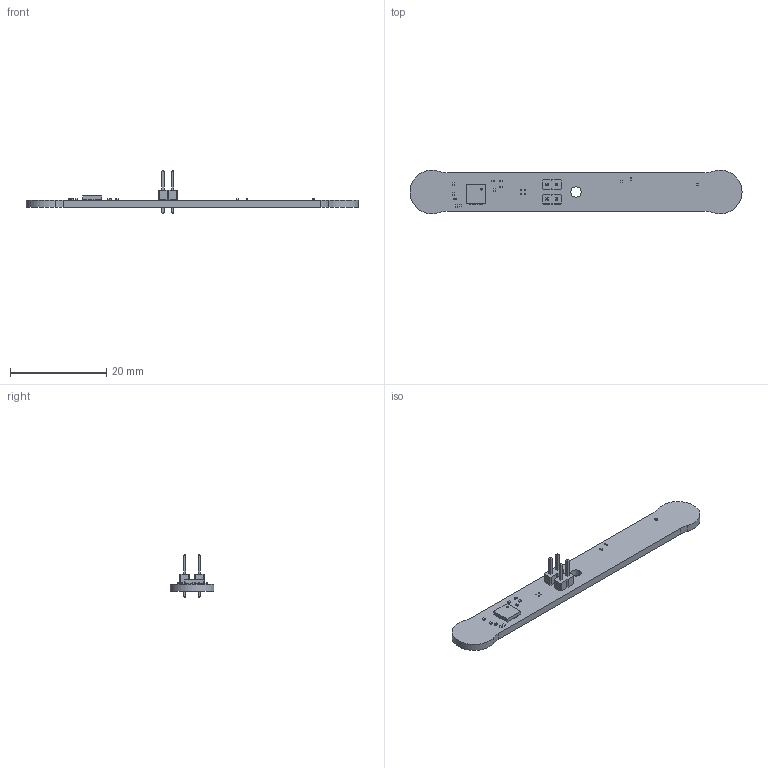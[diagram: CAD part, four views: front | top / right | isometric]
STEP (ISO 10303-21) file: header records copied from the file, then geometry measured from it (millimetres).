
FILE_DESCRIPTION(('KiCad electronic assembly'),'2;1');
FILE_NAME('handy.step','2025-05-05T02:04:23',('Pcbnew'),('Kicad'), 'Open CASCADE STEP processor 7.8','KiCad to STEP converter','Unknown' );
FILE_SCHEMA(('AUTOMOTIVE_DESIGN { 1 0 10303 214 1 1 1 1 }'));
Length unit declared in the file: millimetre
Products named in the file (6): handy 1; R_0201_0603Metric; C_0201_0603Metric; PinHeader_1x02_P2.00mm_Vertical; Texas_RGE0024C_VQFN-24-1EP_4x4mm_P0.5mm_EP2.1x2.1mm; handy_PCB
Assembly tree (16 placements, depth 2):
  handy 1
    R_0201_0603Metric  x10
    C_0201_0603Metric  x2
    PinHeader_1x02_P2.00mm_Vertical  x2
    Texas_RGE0024C_VQFN-24-1EP_4x4mm_P0.5mm_EP2.1x2.1mm
    handy_PCB
Bounding box: 69.1 x 9.1 x 8.8 mm (x, y, z)
Volume: 869.7 mm3; surface area: 1525.9 mm2
Topology: 16 solids, 16 shells, 597 faces, 1581 edges, 1030 vertices
Faces by surface type: plane 477, cylinder 120
Full cylindrical faces by diameter (mm): 0.254 x4, 0.4 x1, 0.8 x4, 2.2 x1
Entity records: 11231 total; most frequent: CARTESIAN_POINT 1585, ORIENTED_EDGE 1550, DIRECTION 1447, EDGE_CURVE 775, LINE 703, VECTOR 703, VERTEX_POINT 510, AXIS2_PLACEMENT_3D 372
